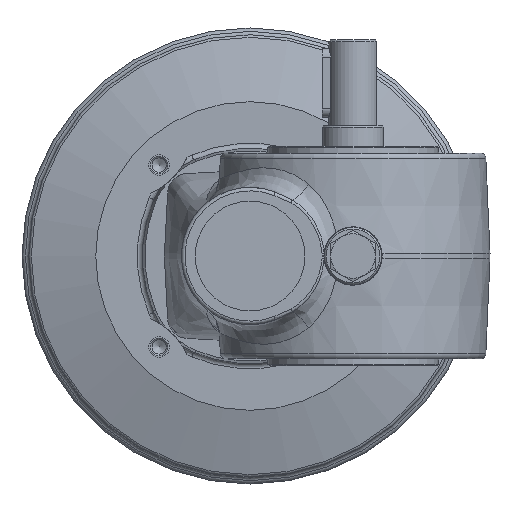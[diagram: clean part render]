
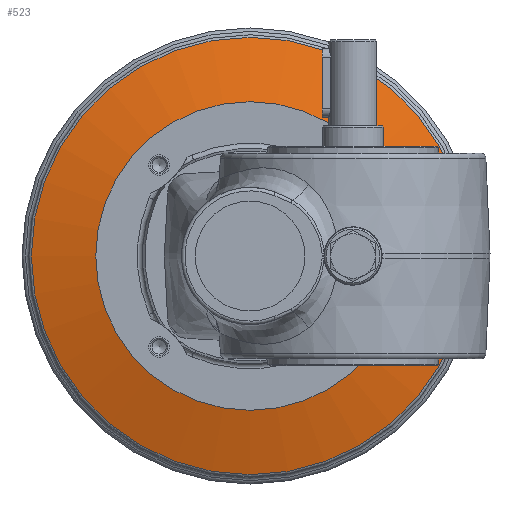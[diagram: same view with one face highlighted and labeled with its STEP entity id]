
A CAD part, left-side view. The second image highlights one B-rep face of the part: STEP entity #523.
In plain terms, the highlighted conical face has half-angle 74.249 degrees and reference radius 64.5 mm.
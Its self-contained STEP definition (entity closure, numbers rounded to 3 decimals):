
#523 = ADVANCED_FACE( '', ( #1434, #1435 ), #1436, .T. );
#1434 = FACE_OUTER_BOUND( '', #3394, .T. );
#1435 = FACE_BOUND( '', #3395, .T. );
#1436 = CONICAL_SURFACE( '', #3396, 64.5, 1.296 );
#3394 = EDGE_LOOP( '', ( #8207 ) );
#3395 = EDGE_LOOP( '', ( #8208 ) );
#3396 = AXIS2_PLACEMENT_3D( '', #8209, #8210, #8211 );
#8207 = ORIENTED_EDGE( '', *, *, #11139, .T. );
#8208 = ORIENTED_EDGE( '', *, *, #11140, .T. );
#8209 = CARTESIAN_POINT( '', ( 68., 30., 0. ) );
#8210 = DIRECTION( '', ( 1., 0., 0. ) );
#8211 = DIRECTION( '', ( 0., 1., 0. ) );
#11139 = EDGE_CURVE( '', #12445, #12445, #12446, .T. );
#11140 = EDGE_CURVE( '', #12447, #12447, #12448, .T. );
#12445 = VERTEX_POINT( '', #14517 );
#12446 = CIRCLE( '', #14518, 63.771 );
#12447 = VERTEX_POINT( '', #14519 );
#12448 = CIRCLE( '', #14520, 45. );
#14517 = CARTESIAN_POINT( '', ( 67.795, -33.771, 0. ) );
#14518 = AXIS2_PLACEMENT_3D( '', #18627, #18628, #18629 );
#14519 = CARTESIAN_POINT( '', ( 62.5, 75., 0. ) );
#14520 = AXIS2_PLACEMENT_3D( '', #18630, #18631, #18632 );
#18627 = CARTESIAN_POINT( '', ( 67.795, 30., 0. ) );
#18628 = DIRECTION( '', ( -1., 0., 0. ) );
#18629 = DIRECTION( '', ( 0., -1., 0. ) );
#18630 = CARTESIAN_POINT( '', ( 62.5, 30., 0. ) );
#18631 = DIRECTION( '', ( 1., 0., 0. ) );
#18632 = DIRECTION( '', ( 0., 1., 0. ) );
